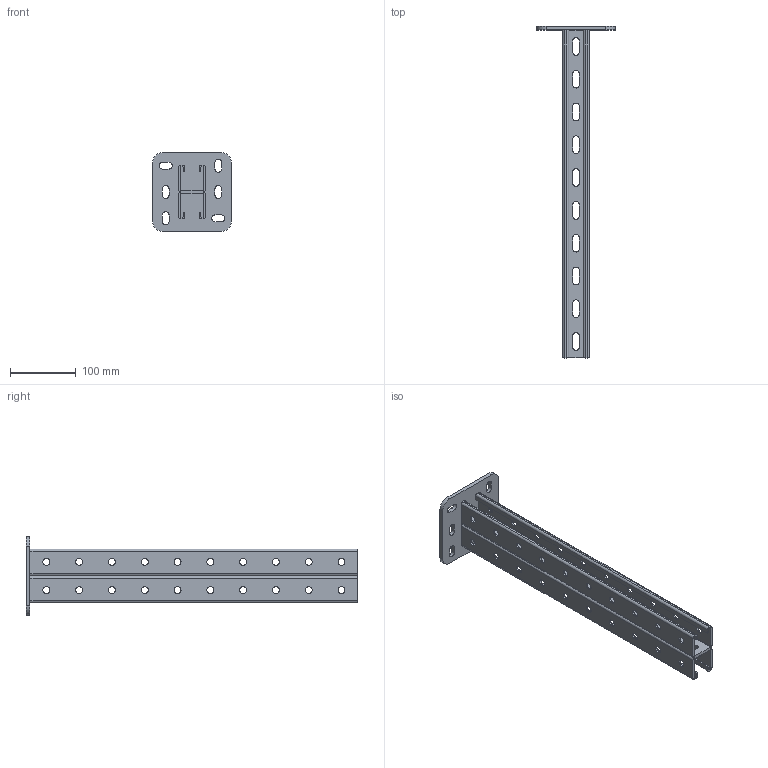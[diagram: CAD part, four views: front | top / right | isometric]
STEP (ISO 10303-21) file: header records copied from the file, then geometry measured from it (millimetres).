
FILE_DESCRIPTION (( 'STEP AP203' ), '1' );
FILE_NAME ('Ïîäâåñ BSD-41_BSD4105.STEP', '2012-11-16T09:00:04', ( 'Àñååâ' ), ( '' ), 'SwSTEP 2.0', 'SolidWorks 2012', '' );
FILE_SCHEMA (( 'CONFIG_CONTROL_DESIGN' ));
Length unit declared in the file: millimetre
Products named in the file (1): 砐鳱殥 BSD-41_BSD4105
Bounding box: 120 x 506 x 120 mm (x, y, z)
Volume: 410177.1 mm3; surface area: 278733.2 mm2
Topology: 1 solids, 1 shells, 169 faces, 538 edges, 372 vertices
Faces by surface type: cylinder 100, plane 69
Full cylindrical faces by diameter (mm): 10.5 x40
Entity records: 5813 total; most frequent: DIRECTION 998, CARTESIAN_POINT 960, ORIENTED_EDGE 916, EDGE_CURVE 458, AXIS2_PLACEMENT_3D 370, VERTEX_POINT 332, EDGE_LOOP 322, VECTOR 258
